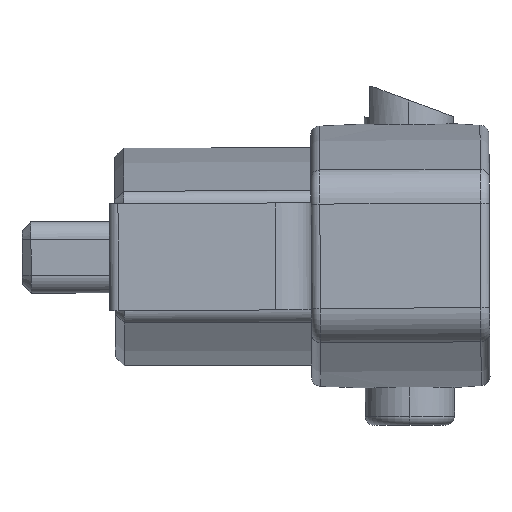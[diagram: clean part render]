
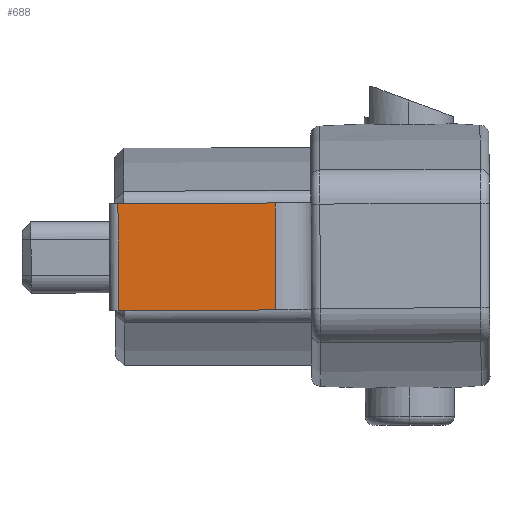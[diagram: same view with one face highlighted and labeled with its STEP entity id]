
A CAD part, left-side view. The second image highlights one B-rep face of the part: STEP entity #688.
In plain terms, the highlighted planar face has unit normal (-1, 0, 0).
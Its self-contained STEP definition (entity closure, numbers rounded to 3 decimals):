
#32 = CYLINDRICAL_SURFACE('',#33,0.5);
#33 = AXIS2_PLACEMENT_3D('',#34,#35,#36);
#34 = CARTESIAN_POINT('',(-20.701,7.637,2.96)
  );
#35 = DIRECTION('',(0.,-0.004,
    -1.));
#36 = DIRECTION('',(0.,-1.,
    0.004));
#101 = VERTEX_POINT('',#102);
#102 = CARTESIAN_POINT('',(-21.2,7.61,
    -3.04));
#139 = PLANE('',#140);
#140 = AXIS2_PLACEMENT_3D('',#141,#142,#143);
#141 = CARTESIAN_POINT('',(-24.377,4.059,-3.024
    ));
#142 = DIRECTION('',(0.,-0.004,
    -1.));
#143 = DIRECTION('',(0.,-1.,
    0.004));
#151 = EDGE_CURVE('',#101,#152,#154,.T.);
#152 = VERTEX_POINT('',#153);
#153 = CARTESIAN_POINT('',(-21.201,7.637,2.96
    ));
#154 = SURFACE_CURVE('',#155,(#159,#188),.PCURVE_S1.);
#155 = LINE('',#156,#157);
#156 = CARTESIAN_POINT('',(-21.2,7.61,
    -3.04));
#157 = VECTOR('',#158,1.);
#158 = DIRECTION('',(0.,0.004,
    1.));
#159 = PCURVE('',#32,#160);
#160 = DEFINITIONAL_REPRESENTATION('',(#161),#187);
#161 = B_SPLINE_CURVE_WITH_KNOTS('',3,(#162,#163,#164,#165,#166,#167,
    #168,#169,#170,#171,#172,#173,#174,#175,#176,#177,#178,#179,#180,
    #181,#182,#183,#184,#185,#186),.UNSPECIFIED.,.F.,.F.,(4,1,1,1,1,1,1,
    1,1,1,1,1,1,1,1,1,1,1,1,1,1,1,4),(0.,0.273,0.545,
    0.818,1.091,1.364,1.636,
    1.909,2.182,2.455,2.727,3.,
    3.273,3.545,3.818,4.091,
    4.364,4.636,4.909,5.182,
    5.455,5.727,6.),.QUASI_UNIFORM_KNOTS.);
#162 = CARTESIAN_POINT('',(1.571,6.));
#163 = CARTESIAN_POINT('',(1.571,5.909));
#164 = CARTESIAN_POINT('',(1.571,5.727));
#165 = CARTESIAN_POINT('',(1.571,5.455));
#166 = CARTESIAN_POINT('',(1.571,5.182));
#167 = CARTESIAN_POINT('',(1.571,4.909));
#168 = CARTESIAN_POINT('',(1.571,4.636));
#169 = CARTESIAN_POINT('',(1.571,4.364));
#170 = CARTESIAN_POINT('',(1.571,4.091));
#171 = CARTESIAN_POINT('',(1.571,3.818));
#172 = CARTESIAN_POINT('',(1.571,3.545));
#173 = CARTESIAN_POINT('',(1.571,3.273));
#174 = CARTESIAN_POINT('',(1.571,3.));
#175 = CARTESIAN_POINT('',(1.571,2.727));
#176 = CARTESIAN_POINT('',(1.571,2.455));
#177 = CARTESIAN_POINT('',(1.571,2.182));
#178 = CARTESIAN_POINT('',(1.571,1.909));
#179 = CARTESIAN_POINT('',(1.571,1.636));
#180 = CARTESIAN_POINT('',(1.571,1.364));
#181 = CARTESIAN_POINT('',(1.571,1.091));
#182 = CARTESIAN_POINT('',(1.571,0.818));
#183 = CARTESIAN_POINT('',(1.571,0.545));
#184 = CARTESIAN_POINT('',(1.571,0.273));
#185 = CARTESIAN_POINT('',(1.571,0.091));
#186 = CARTESIAN_POINT('',(1.571,0.));
#187 = ( GEOMETRIC_REPRESENTATION_CONTEXT(2) 
PARAMETRIC_REPRESENTATION_CONTEXT() REPRESENTATION_CONTEXT('2D SPACE',''
  ) );
#188 = PCURVE('',#189,#194);
#189 = PLANE('',#190);
#190 = AXIS2_PLACEMENT_3D('',#191,#192,#193);
#191 = CARTESIAN_POINT('',(-21.2,-3.189,
    3.009));
#192 = DIRECTION('',(1.,0.,
    0.));
#193 = DIRECTION('',(0.,-1.,
    0.004));
#194 = DEFINITIONAL_REPRESENTATION('',(#195),#199);
#195 = LINE('',#196,#197);
#196 = CARTESIAN_POINT('',(-10.825,6.));
#197 = VECTOR('',#198,1.);
#198 = DIRECTION('',(0.,-1.));
#199 = ( GEOMETRIC_REPRESENTATION_CONTEXT(2) 
PARAMETRIC_REPRESENTATION_CONTEXT() REPRESENTATION_CONTEXT('2D SPACE',''
  ) );
#238 = PLANE('',#239);
#239 = AXIS2_PLACEMENT_3D('',#240,#241,#242);
#240 = CARTESIAN_POINT('',(-24.377,4.086,2.976)
  );
#241 = DIRECTION('',(0.,-0.004,
    -1.));
#242 = DIRECTION('',(0.,-1.,
    0.004));
#257 = EDGE_CURVE('',#258,#152,#260,.T.);
#258 = VERTEX_POINT('',#259);
#259 = CARTESIAN_POINT('',(-21.2,-1.189,3.
    ));
#260 = SURFACE_CURVE('',#261,(#265,#272),.PCURVE_S1.);
#261 = LINE('',#262,#263);
#262 = CARTESIAN_POINT('',(-21.2,-1.189,3.
    ));
#263 = VECTOR('',#264,1.);
#264 = DIRECTION('',(0.,1.,
    -0.004));
#265 = PCURVE('',#238,#266);
#266 = DEFINITIONAL_REPRESENTATION('',(#267),#271);
#267 = LINE('',#268,#269);
#268 = CARTESIAN_POINT('',(5.274,-3.176));
#269 = VECTOR('',#270,1.);
#270 = DIRECTION('',(-1.,0.));
#271 = ( GEOMETRIC_REPRESENTATION_CONTEXT(2) 
PARAMETRIC_REPRESENTATION_CONTEXT() REPRESENTATION_CONTEXT('2D SPACE',''
  ) );
#272 = PCURVE('',#189,#273);
#273 = DEFINITIONAL_REPRESENTATION('',(#274),#278);
#274 = LINE('',#275,#276);
#275 = CARTESIAN_POINT('',(-2.,0.));
#276 = VECTOR('',#277,1.);
#277 = DIRECTION('',(-1.,0.));
#278 = ( GEOMETRIC_REPRESENTATION_CONTEXT(2) 
PARAMETRIC_REPRESENTATION_CONTEXT() REPRESENTATION_CONTEXT('2D SPACE',''
  ) );
#655 = CYLINDRICAL_SURFACE('',#656,2.);
#656 = AXIS2_PLACEMENT_3D('',#657,#658,#659);
#657 = CARTESIAN_POINT('',(-19.2,-1.189,3.
    ));
#658 = DIRECTION('',(0.,-0.004,
    -1.));
#659 = DIRECTION('',(0.,-1.,
    0.004));
#688 = ADVANCED_FACE('',(#689),#189,.F.);
#689 = FACE_BOUND('',#690,.F.);
#690 = EDGE_LOOP('',(#691,#714,#715,#716));
#691 = ORIENTED_EDGE('',*,*,#692,.T.);
#692 = EDGE_CURVE('',#693,#101,#695,.T.);
#693 = VERTEX_POINT('',#694);
#694 = CARTESIAN_POINT('',(-21.2,-1.216,
    -3.));
#695 = SURFACE_CURVE('',#696,(#700,#707),.PCURVE_S1.);
#696 = LINE('',#697,#698);
#697 = CARTESIAN_POINT('',(-21.2,-1.216,
    -3.));
#698 = VECTOR('',#699,1.);
#699 = DIRECTION('',(0.,1.,
    -0.004));
#700 = PCURVE('',#189,#701);
#701 = DEFINITIONAL_REPRESENTATION('',(#702),#706);
#702 = LINE('',#703,#704);
#703 = CARTESIAN_POINT('',(-2.,6.));
#704 = VECTOR('',#705,1.);
#705 = DIRECTION('',(-1.,0.));
#706 = ( GEOMETRIC_REPRESENTATION_CONTEXT(2) 
PARAMETRIC_REPRESENTATION_CONTEXT() REPRESENTATION_CONTEXT('2D SPACE',''
  ) );
#707 = PCURVE('',#139,#708);
#708 = DEFINITIONAL_REPRESENTATION('',(#709),#713);
#709 = LINE('',#710,#711);
#710 = CARTESIAN_POINT('',(5.274,-3.176));
#711 = VECTOR('',#712,1.);
#712 = DIRECTION('',(-1.,0.));
#713 = ( GEOMETRIC_REPRESENTATION_CONTEXT(2) 
PARAMETRIC_REPRESENTATION_CONTEXT() REPRESENTATION_CONTEXT('2D SPACE',''
  ) );
#714 = ORIENTED_EDGE('',*,*,#151,.T.);
#715 = ORIENTED_EDGE('',*,*,#257,.F.);
#716 = ORIENTED_EDGE('',*,*,#717,.T.);
#717 = EDGE_CURVE('',#258,#693,#718,.T.);
#718 = SURFACE_CURVE('',#719,(#723,#730),.PCURVE_S1.);
#719 = LINE('',#720,#721);
#720 = CARTESIAN_POINT('',(-21.2,-1.189,3.
    ));
#721 = VECTOR('',#722,1.);
#722 = DIRECTION('',(0.,-0.004,
    -1.));
#723 = PCURVE('',#189,#724);
#724 = DEFINITIONAL_REPRESENTATION('',(#725),#729);
#725 = LINE('',#726,#727);
#726 = CARTESIAN_POINT('',(-2.,0.));
#727 = VECTOR('',#728,1.);
#728 = DIRECTION('',(0.,1.));
#729 = ( GEOMETRIC_REPRESENTATION_CONTEXT(2) 
PARAMETRIC_REPRESENTATION_CONTEXT() REPRESENTATION_CONTEXT('2D SPACE',''
  ) );
#730 = PCURVE('',#655,#731);
#731 = DEFINITIONAL_REPRESENTATION('',(#732),#758);
#732 = B_SPLINE_CURVE_WITH_KNOTS('',3,(#733,#734,#735,#736,#737,#738,
    #739,#740,#741,#742,#743,#744,#745,#746,#747,#748,#749,#750,#751,
    #752,#753,#754,#755,#756,#757),.UNSPECIFIED.,.F.,.F.,(4,1,1,1,1,1,1,
    1,1,1,1,1,1,1,1,1,1,1,1,1,1,1,4),(0.,0.273,0.545,
    0.818,1.091,1.364,1.636,
    1.909,2.182,2.455,2.727,3.,
    3.273,3.545,3.818,4.091,
    4.364,4.636,4.909,5.182,
    5.455,5.727,6.),.QUASI_UNIFORM_KNOTS.);
#733 = CARTESIAN_POINT('',(1.571,0.));
#734 = CARTESIAN_POINT('',(1.571,0.091));
#735 = CARTESIAN_POINT('',(1.571,0.273));
#736 = CARTESIAN_POINT('',(1.571,0.545));
#737 = CARTESIAN_POINT('',(1.571,0.818));
#738 = CARTESIAN_POINT('',(1.571,1.091));
#739 = CARTESIAN_POINT('',(1.571,1.364));
#740 = CARTESIAN_POINT('',(1.571,1.636));
#741 = CARTESIAN_POINT('',(1.571,1.909));
#742 = CARTESIAN_POINT('',(1.571,2.182));
#743 = CARTESIAN_POINT('',(1.571,2.455));
#744 = CARTESIAN_POINT('',(1.571,2.727));
#745 = CARTESIAN_POINT('',(1.571,3.));
#746 = CARTESIAN_POINT('',(1.571,3.273));
#747 = CARTESIAN_POINT('',(1.571,3.545));
#748 = CARTESIAN_POINT('',(1.571,3.818));
#749 = CARTESIAN_POINT('',(1.571,4.091));
#750 = CARTESIAN_POINT('',(1.571,4.364));
#751 = CARTESIAN_POINT('',(1.571,4.636));
#752 = CARTESIAN_POINT('',(1.571,4.909));
#753 = CARTESIAN_POINT('',(1.571,5.182));
#754 = CARTESIAN_POINT('',(1.571,5.455));
#755 = CARTESIAN_POINT('',(1.571,5.727));
#756 = CARTESIAN_POINT('',(1.571,5.909));
#757 = CARTESIAN_POINT('',(1.571,6.));
#758 = ( GEOMETRIC_REPRESENTATION_CONTEXT(2) 
PARAMETRIC_REPRESENTATION_CONTEXT() REPRESENTATION_CONTEXT('2D SPACE',''
  ) );
